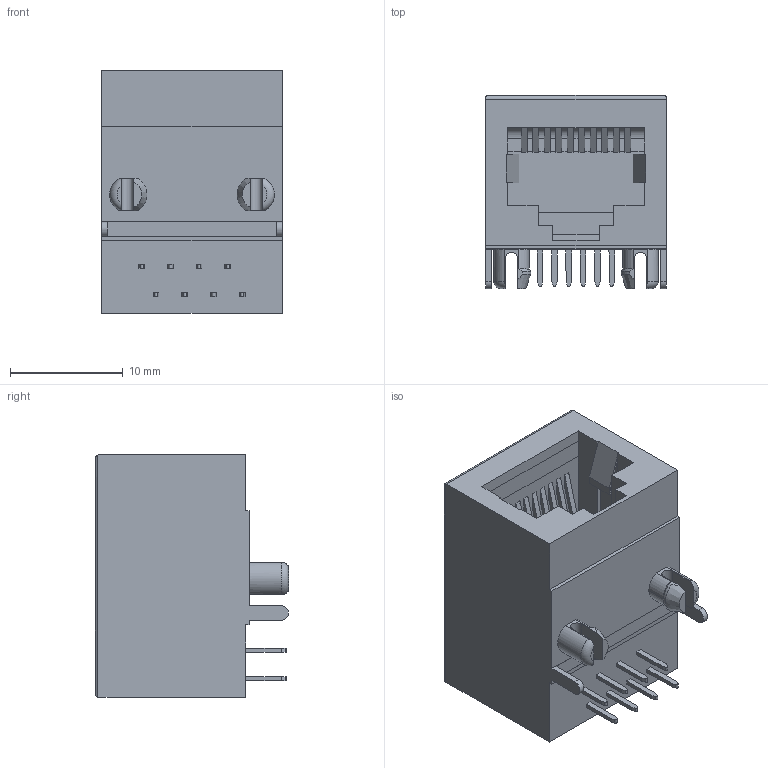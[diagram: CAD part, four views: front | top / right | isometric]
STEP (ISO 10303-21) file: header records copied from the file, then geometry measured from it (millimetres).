
FILE_DESCRIPTION (( 'STEP AP214' ), '1' );
FILE_NAME ('ASSMANN A-2004-2-4-LPS-N-R.STEP', '2016-04-13T02:25:04', ( '' ), ( '' ), 'SwSTEP 2.0', 'SolidWorks 2015', '' );
FILE_SCHEMA (( 'AUTOMOTIVE_DESIGN' ));
Length unit declared in the file: millimetre
Products named in the file (1): ASSMANN A-2004-2-4-LPS-N-R
Bounding box: 16 x 17.1 x 21.5 mm (x, y, z)
Volume: 3282 mm3; surface area: 2824.2 mm2
Topology: 1 solids, 1 shells, 246 faces, 749 edges, 498 vertices
Faces by surface type: plane 209, cylinder 29, cone 6, torus 2
Entity records: 9738 total; most frequent: CARTESIAN_POINT 1639, ORIENTED_EDGE 1498, DIRECTION 1274, EDGE_CURVE 749, LINE 664, VECTOR 664, VERTEX_POINT 498, AXIS2_PLACEMENT_3D 305
